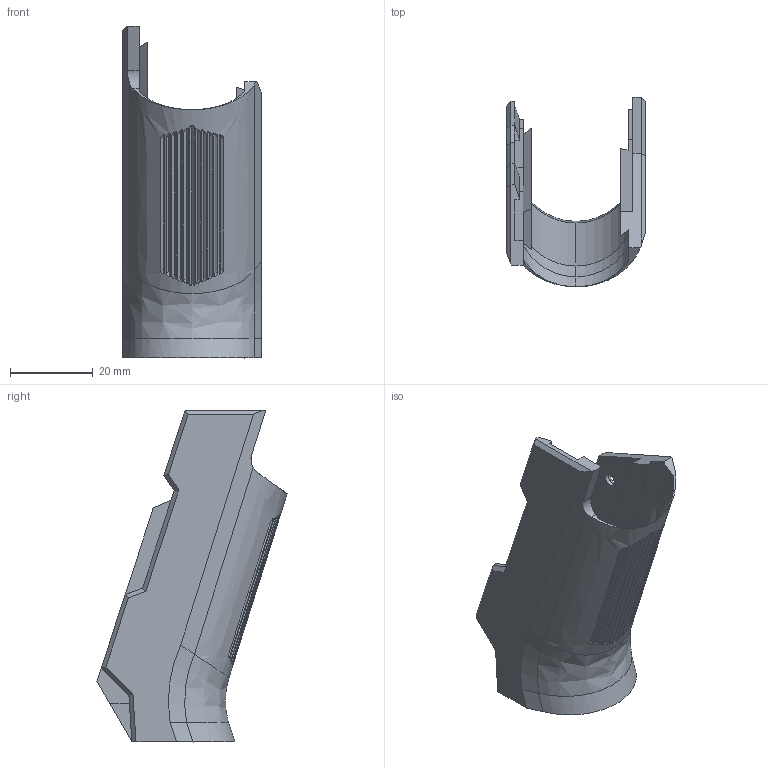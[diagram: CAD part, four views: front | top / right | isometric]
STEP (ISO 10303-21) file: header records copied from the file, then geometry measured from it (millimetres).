
FILE_DESCRIPTION(/* description */ ('Unknown'),/* implementation_level */ '2;1');
FILE_NAME(/* name */ 'jericho941_pre2007_grip_cowboyBebop_frontStrap',/* time_stamp */ '2024-08-03T21:47:35-10:00',/* author */ ('Unknown'),/* organization */ ('Unknown'),/* preprocessor_version */ 'ST-DEVELOPER v18.1',/* originating_system */ 'Solid Edge',/* authorisation */ 'Unknown');
FILE_SCHEMA (('AUTOMOTIVE_DESIGN {1 0 10303 214 3 1 1}'));
Length unit declared in the file: millimetre
Products named in the file (2): jericho941_pre2007_grips; jericho941_pre2007_grip_cowboyBebop
Assembly tree (1 placements, depth 2):
  jericho941_pre2007_grips
    jericho941_pre2007_grip_cowboyBebop
Bounding box: 33.5 x 45.92 x 80.2 mm (x, y, z)
Volume: 13861.2 mm3; surface area: 12609 mm2
Topology: 1 solids, 1 shells, 134 faces, 341 edges, 220 vertices
Faces by surface type: plane 86, cylinder 27, bspline 19, cone 2
Full cylindrical faces by diameter (mm): 3 x2
Entity records: 4717 total; most frequent: CARTESIAN_POINT 1638, ORIENTED_EDGE 670, DIRECTION 538, EDGE_CURVE 335, LINE 220, VECTOR 220, VERTEX_POINT 218, AXIS2_PLACEMENT_3D 159
